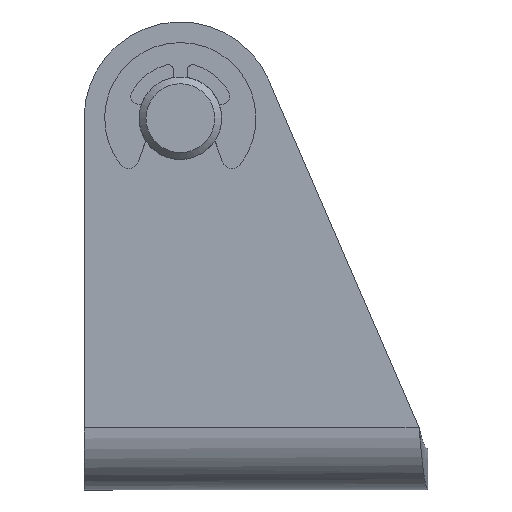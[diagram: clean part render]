
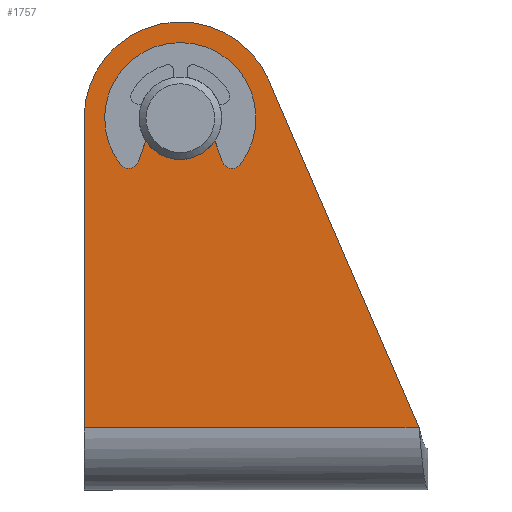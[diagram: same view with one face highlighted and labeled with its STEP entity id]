
A CAD part, top view. The second image highlights one B-rep face of the part: STEP entity #1757.
In plain terms, the highlighted planar face has unit normal (0, 0, 1).
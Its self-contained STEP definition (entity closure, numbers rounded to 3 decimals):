
#1181=CARTESIAN_POINT('',(4.351,-3.364,3.0));
#1182=VERTEX_POINT('',#1181);
#1189=CARTESIAN_POINT('',(-4.351,-3.364,3.0));
#1190=VERTEX_POINT('',#1189);
#1191=CARTESIAN_POINT('',(0.0,0.0,3.0));
#1192=DIRECTION('',(0.0,0.0,-1.0));
#1193=DIRECTION('',(0.791,-0.612,0.0));
#1194=AXIS2_PLACEMENT_3D('',#1191,#1192,#1193);
#1195=CIRCLE('',#1194,5.5);
#1196=EDGE_CURVE('',#1190,#1182,#1195,.T.);
#1213=CARTESIAN_POINT('',(3.051,-3.154,3.0));
#1214=VERTEX_POINT('',#1213);
#1221=CARTESIAN_POINT('',(3.758,-2.905,3.0));
#1222=DIRECTION('',(0.0,0.0,-1.0));
#1223=DIRECTION('',(-0.943,-0.332,0.0));
#1224=AXIS2_PLACEMENT_3D('',#1221,#1222,#1223);
#1225=CIRCLE('',#1224,0.75);
#1226=EDGE_CURVE('',#1182,#1214,#1225,.T.);
#1246=CARTESIAN_POINT('',(2.291,-1.0,3.0));
#1247=VERTEX_POINT('',#1246);
#1254=CARTESIAN_POINT('',(3.051,-3.154,3.0));
#1255=DIRECTION('',(-0.332,0.943,0.0));
#1256=VECTOR('',#1255,2.284);
#1257=LINE('',#1254,#1256);
#1258=EDGE_CURVE('',#1214,#1247,#1257,.T.);
#1638=CARTESIAN_POINT('',(-3.051,-3.154,3.0));
#1639=VERTEX_POINT('',#1638);
#1646=CARTESIAN_POINT('',(-2.291,-1.0,3.0));
#1647=VERTEX_POINT('',#1646);
#1648=CARTESIAN_POINT('',(-2.291,-1.,3.0));
#1649=DIRECTION('',(-0.332,-0.943,0.0));
#1650=VECTOR('',#1649,2.284);
#1651=LINE('',#1648,#1650);
#1652=EDGE_CURVE('',#1647,#1639,#1651,.T.);
#1670=CARTESIAN_POINT('',(-3.758,-2.905,3.0));
#1671=DIRECTION('',(0.0,0.0,-1.0));
#1672=DIRECTION('',(-0.791,-0.612,0.0));
#1673=AXIS2_PLACEMENT_3D('',#1670,#1671,#1672);
#1674=CIRCLE('',#1673,0.75);
#1675=EDGE_CURVE('',#1639,#1190,#1674,.T.);
#1703=CARTESIAN_POINT('',(3.298,-12.954,3.0));
#1704=DIRECTION('',(0.0,0.0,1.0));
#1705=DIRECTION('',(1.0,0.0,0.0));
#1706=AXIS2_PLACEMENT_3D('',#1703,#1704,#1705);
#1707=PLANE('',#1706);
#1708=CARTESIAN_POINT('',(-7.,-22.5,3.0));
#1709=VERTEX_POINT('',#1708);
#1710=CARTESIAN_POINT('',(17.352,-22.5,3.0));
#1711=VERTEX_POINT('',#1710);
#1712=CARTESIAN_POINT('',(-7.,-22.5,3.0));
#1713=DIRECTION('',(1.0,0.0,0.0));
#1714=VECTOR('',#1713,24.352);
#1715=LINE('',#1712,#1714);
#1716=EDGE_CURVE('',#1709,#1711,#1715,.T.);
#1717=ORIENTED_EDGE('',*,*,#1716,.T.);
#1718=CARTESIAN_POINT('',(6.425,2.777,3.0));
#1719=VERTEX_POINT('',#1718);
#1720=CARTESIAN_POINT('',(6.425,2.777,3.0));
#1721=DIRECTION('',(0.397,-0.918,0.0));
#1722=VECTOR('',#1721,27.538);
#1723=LINE('',#1720,#1722);
#1724=EDGE_CURVE('',#1719,#1711,#1723,.T.);
#1725=ORIENTED_EDGE('',*,*,#1724,.F.);
#1726=CARTESIAN_POINT('',(-7.,0.0,3.0));
#1727=VERTEX_POINT('',#1726);
#1728=CARTESIAN_POINT('',(0.0,0.0,3.0));
#1729=DIRECTION('',(0.0,0.0,-1.0));
#1730=DIRECTION('',(-0.918,-0.397,0.0));
#1731=AXIS2_PLACEMENT_3D('',#1728,#1729,#1730);
#1732=CIRCLE('',#1731,7.);
#1733=EDGE_CURVE('',#1727,#1719,#1732,.T.);
#1734=ORIENTED_EDGE('',*,*,#1733,.F.);
#1735=CARTESIAN_POINT('',(-7.0,-22.5,3.0));
#1736=DIRECTION('',(0.0,1.0,0.0));
#1737=VECTOR('',#1736,22.5);
#1738=LINE('',#1735,#1737);
#1739=EDGE_CURVE('',#1709,#1727,#1738,.T.);
#1740=ORIENTED_EDGE('',*,*,#1739,.F.);
#1741=EDGE_LOOP('',(#1717,#1725,#1734,#1740));
#1742=FACE_OUTER_BOUND('',#1741,.T.);
#1743=ORIENTED_EDGE('',*,*,#1258,.T.);
#1744=CARTESIAN_POINT('',(0.0,0.0,3.));
#1745=DIRECTION('',(0.0,0.0,1.0));
#1746=DIRECTION('',(0.0,1.0,0.0));
#1747=AXIS2_PLACEMENT_3D('',#1744,#1745,#1746);
#1748=CIRCLE('',#1747,2.5);
#1749=EDGE_CURVE('',#1647,#1247,#1748,.T.);
#1750=ORIENTED_EDGE('',*,*,#1749,.F.);
#1751=ORIENTED_EDGE('',*,*,#1652,.T.);
#1752=ORIENTED_EDGE('',*,*,#1675,.T.);
#1753=ORIENTED_EDGE('',*,*,#1196,.T.);
#1754=ORIENTED_EDGE('',*,*,#1226,.T.);
#1755=EDGE_LOOP('',(#1743,#1750,#1751,#1752,#1753,#1754));
#1756=FACE_BOUND('',#1755,.T.);
#1757=ADVANCED_FACE('',(#1742,#1756),#1707,.T.);
